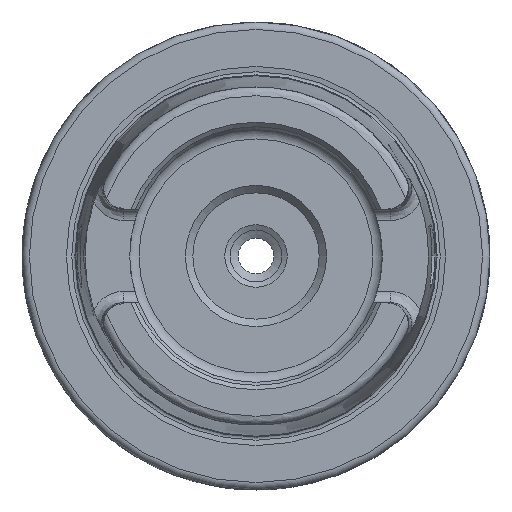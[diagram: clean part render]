
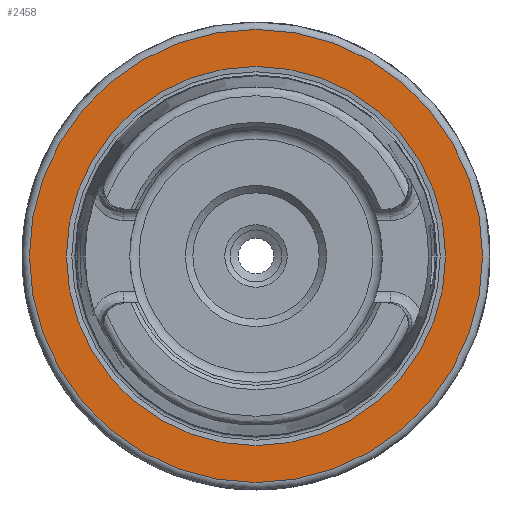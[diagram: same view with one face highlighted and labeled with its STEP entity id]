
A CAD part, left-side view. The second image highlights one B-rep face of the part: STEP entity #2458.
In plain terms, the highlighted planar face has unit normal (-1, 0, 0).
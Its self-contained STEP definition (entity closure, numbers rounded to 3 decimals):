
#97=PLANE('',#2741);
#275=FACE_OUTER_BOUND('',#576,.T.);
#421=CIRCLE('',#2739,25.521);
#422=CIRCLE('',#2740,25.521);
#423=CIRCLE('',#2742,30.5);
#424=CIRCLE('',#2743,30.5);
#437=FACE_BOUND('',#577,.T.);
#576=EDGE_LOOP('',(#2297,#2298));
#577=EDGE_LOOP('',(#2299,#2300));
#1152=VERTEX_POINT('',#5864);
#1153=VERTEX_POINT('',#5866);
#1154=VERTEX_POINT('',#5870);
#1155=VERTEX_POINT('',#5871);
#1535=EDGE_CURVE('',#1153,#1152,#421,.T.);
#1536=EDGE_CURVE('',#1152,#1153,#422,.T.);
#1537=EDGE_CURVE('',#1154,#1155,#423,.T.);
#1538=EDGE_CURVE('',#1155,#1154,#424,.T.);
#2297=ORIENTED_EDGE('',*,*,#1537,.F.);
#2298=ORIENTED_EDGE('',*,*,#1538,.F.);
#2299=ORIENTED_EDGE('',*,*,#1535,.T.);
#2300=ORIENTED_EDGE('',*,*,#1536,.T.);
#2458=ADVANCED_FACE('',(#275,#437),#97,.T.);
#2739=AXIS2_PLACEMENT_3D('',#5867,#3372,#3373);
#2740=AXIS2_PLACEMENT_3D('',#5868,#3374,#3375);
#2741=AXIS2_PLACEMENT_3D('',#5869,#3376,#3377);
#2742=AXIS2_PLACEMENT_3D('',#5872,#3378,#3379);
#2743=AXIS2_PLACEMENT_3D('',#5873,#3380,#3381);
#3372=DIRECTION('center_axis',(1.,0.,0.));
#3373=DIRECTION('ref_axis',(0.,0.,-1.));
#3374=DIRECTION('center_axis',(1.,0.,0.));
#3375=DIRECTION('ref_axis',(0.,0.,-1.));
#3376=DIRECTION('center_axis',(-1.,0.,0.));
#3377=DIRECTION('ref_axis',(0.,0.,1.));
#3378=DIRECTION('center_axis',(1.,0.,0.));
#3379=DIRECTION('ref_axis',(0.,0.,-1.));
#3380=DIRECTION('center_axis',(1.,0.,0.));
#3381=DIRECTION('ref_axis',(0.,0.,-1.));
#5864=CARTESIAN_POINT('',(0.,-25.521,0.));
#5866=CARTESIAN_POINT('',(0.,25.521,0.));
#5867=CARTESIAN_POINT('Origin',(0.,0.,
0.));
#5868=CARTESIAN_POINT('Origin',(0.,0.,
0.));
#5869=CARTESIAN_POINT('Origin',(0.,30.5,0.));
#5870=CARTESIAN_POINT('',(0.,30.5,0.));
#5871=CARTESIAN_POINT('',(0.,0.,30.5));
#5872=CARTESIAN_POINT('Origin',(0.,0.,
0.));
#5873=CARTESIAN_POINT('Origin',(0.,0.,
0.));
